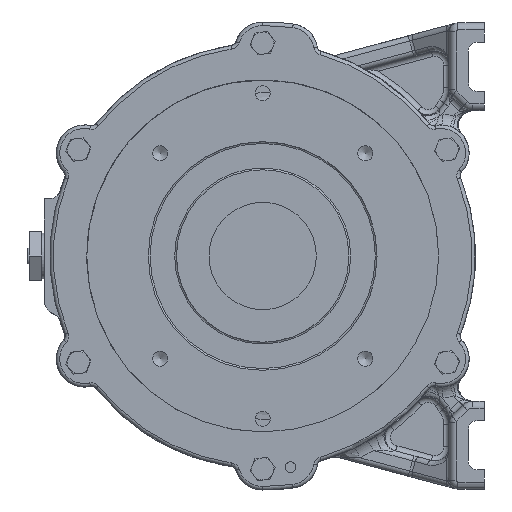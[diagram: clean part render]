
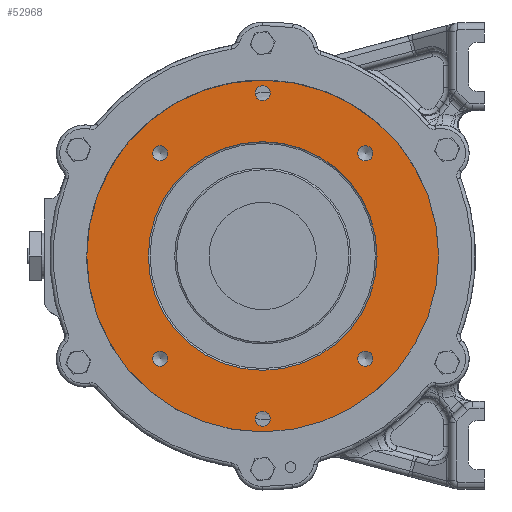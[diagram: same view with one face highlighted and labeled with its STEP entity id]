
A CAD part, left-side view. The second image highlights one B-rep face of the part: STEP entity #52968.
In plain terms, the highlighted planar face has unit normal (-1, 0, 0).
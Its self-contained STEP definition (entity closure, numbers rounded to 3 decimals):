
#471 = AXIS2_PLACEMENT_3D ( 'NONE', #17715, #52185, #30318 ) ;
#922 = FACE_BOUND ( 'NONE', #25748, .T. ) ;
#1000 = DIRECTION ( 'NONE',  ( 1., 0., 0. ) ) ;
#1458 = FACE_BOUND ( 'NONE', #45990, .T. ) ;
#1720 = DIRECTION ( 'NONE',  ( 0., -1., 0. ) ) ;
#2487 = EDGE_CURVE ( 'NONE', #53621, #53621, #53602, .T. ) ;
#2678 = CARTESIAN_POINT ( 'NONE',  ( -110., -65., 0. ) ) ;
#5097 = CIRCLE ( 'NONE', #27458, 4.25 ) ;
#5536 = CIRCLE ( 'NONE', #28843, 100. ) ;
#5682 = FACE_BOUND ( 'NONE', #6776, .T. ) ;
#6324 = CARTESIAN_POINT ( 'NONE',  ( -110., -58.336, 58.336 ) ) ;
#6776 = EDGE_LOOP ( 'NONE', ( #54363 ) ) ;
#9839 = ORIENTED_EDGE ( 'NONE', *, *, #53326, .T. ) ;
#11514 = CIRCLE ( 'NONE', #42857, 4.25 ) ;
#14309 = CARTESIAN_POINT ( 'NONE',  ( -110., -100., 0. ) ) ;
#14392 = EDGE_LOOP ( 'NONE', ( #28375 ) ) ;
#15097 = EDGE_CURVE ( 'NONE', #37897, #37897, #53229, .T. ) ;
#15202 = CARTESIAN_POINT ( 'NONE',  ( -110., 0., 0. ) ) ;
#15418 = VERTEX_POINT ( 'NONE', #23549 ) ;
#17199 = ORIENTED_EDGE ( 'NONE', *, *, #29795, .T. ) ;
#17715 = CARTESIAN_POINT ( 'NONE',  ( -110., 0., -92.5 ) ) ;
#17871 = VERTEX_POINT ( 'NONE', #52901 ) ;
#17969 = VERTEX_POINT ( 'NONE', #14309 ) ;
#18322 = FACE_OUTER_BOUND ( 'NONE', #53074, .T. ) ;
#18904 = ORIENTED_EDGE ( 'NONE', *, *, #22743, .F. ) ;
#20166 = EDGE_LOOP ( 'NONE', ( #30054 ) ) ;
#22344 = CARTESIAN_POINT ( 'NONE',  ( -110., 58.336, -58.336 ) ) ;
#22689 = CARTESIAN_POINT ( 'NONE',  ( -110., 0., 0. ) ) ;
#22743 = EDGE_CURVE ( 'NONE', #17969, #17969, #5536, .T. ) ;
#23057 = EDGE_LOOP ( 'NONE', ( #9839 ) ) ;
#23549 = CARTESIAN_POINT ( 'NONE',  ( -110., -62.586, -58.336 ) ) ;
#23615 = CARTESIAN_POINT ( 'NONE',  ( -110., 4.25, 92.5 ) ) ;
#25128 = EDGE_CURVE ( 'NONE', #51612, #51612, #25254, .T. ) ;
#25254 = CIRCLE ( 'NONE', #52100, 4.25 ) ;
#25748 = EDGE_LOOP ( 'NONE', ( #17199 ) ) ;
#26266 = DIRECTION ( 'NONE',  ( 0., -1., 0. ) ) ;
#26438 = FACE_BOUND ( 'NONE', #20166, .T. ) ;
#26714 = PLANE ( 'NONE',  #45371 ) ;
#26720 = DIRECTION ( 'NONE',  ( 1., 0., 0. ) ) ;
#26996 = CARTESIAN_POINT ( 'NONE',  ( -110., 0., 92.5 ) ) ;
#27344 = CIRCLE ( 'NONE', #36308, 65. ) ;
#27458 = AXIS2_PLACEMENT_3D ( 'NONE', #22344, #30488, #26266 ) ;
#27591 = DIRECTION ( 'NONE',  ( 0., -1., 0. ) ) ;
#28375 = ORIENTED_EDGE ( 'NONE', *, *, #51005, .T. ) ;
#28529 = AXIS2_PLACEMENT_3D ( 'NONE', #26996, #26720, #30668 ) ;
#28803 = CARTESIAN_POINT ( 'NONE',  ( -110., -58.336, -58.336 ) ) ;
#28843 = AXIS2_PLACEMENT_3D ( 'NONE', #22689, #52412, #30824 ) ;
#29064 = AXIS2_PLACEMENT_3D ( 'NONE', #6324, #1000, #35489 ) ;
#29494 = ORIENTED_EDGE ( 'NONE', *, *, #15097, .T. ) ;
#29795 = EDGE_CURVE ( 'NONE', #15418, #15418, #11514, .T. ) ;
#30054 = ORIENTED_EDGE ( 'NONE', *, *, #43398, .T. ) ;
#30318 = DIRECTION ( 'NONE',  ( 0., 1., 0. ) ) ;
#30488 = DIRECTION ( 'NONE',  ( 1., 0., 0. ) ) ;
#30668 = DIRECTION ( 'NONE',  ( 0., 1., 0. ) ) ;
#30824 = DIRECTION ( 'NONE',  ( 0., -1., 0. ) ) ;
#30930 = FACE_BOUND ( 'NONE', #39025, .T. ) ;
#31113 = CARTESIAN_POINT ( 'NONE',  ( -110., 54.086, 58.336 ) ) ;
#31483 = FACE_BOUND ( 'NONE', #14392, .T. ) ;
#32289 = DIRECTION ( 'NONE',  ( 1., 0., 0. ) ) ;
#35408 = DIRECTION ( 'NONE',  ( 0., -1., 0. ) ) ;
#35489 = DIRECTION ( 'NONE',  ( 0., -1., 0. ) ) ;
#36308 = AXIS2_PLACEMENT_3D ( 'NONE', #15202, #32289, #1720 ) ;
#37897 = VERTEX_POINT ( 'NONE', #42926 ) ;
#39025 = EDGE_LOOP ( 'NONE', ( #45613 ) ) ;
#42857 = AXIS2_PLACEMENT_3D ( 'NONE', #28803, #45638, #50139 ) ;
#42926 = CARTESIAN_POINT ( 'NONE',  ( -110., -62.586, 58.336 ) ) ;
#43398 = EDGE_CURVE ( 'NONE', #17871, #17871, #5097, .T. ) ;
#45371 = AXIS2_PLACEMENT_3D ( 'NONE', #48595, #48859, #35408 ) ;
#45589 = VERTEX_POINT ( 'NONE', #2678 ) ;
#45613 = ORIENTED_EDGE ( 'NONE', *, *, #25128, .T. ) ;
#45638 = DIRECTION ( 'NONE',  ( 1., 0., 0. ) ) ;
#45990 = EDGE_LOOP ( 'NONE', ( #29494 ) ) ;
#47777 = FACE_BOUND ( 'NONE', #23057, .T. ) ;
#48595 = CARTESIAN_POINT ( 'NONE',  ( -110., -100., 0. ) ) ;
#48859 = DIRECTION ( 'NONE',  ( -1., 0., 0. ) ) ;
#50084 = CARTESIAN_POINT ( 'NONE',  ( -110., 4.25, -92.5 ) ) ;
#50139 = DIRECTION ( 'NONE',  ( 0., -1., 0. ) ) ;
#50366 = VERTEX_POINT ( 'NONE', #50084 ) ;
#50679 = CIRCLE ( 'NONE', #471, 4.25 ) ;
#51005 = EDGE_CURVE ( 'NONE', #45589, #45589, #27344, .T. ) ;
#51612 = VERTEX_POINT ( 'NONE', #31113 ) ;
#52100 = AXIS2_PLACEMENT_3D ( 'NONE', #53135, #54254, #27591 ) ;
#52185 = DIRECTION ( 'NONE',  ( 1., 0., 0. ) ) ;
#52412 = DIRECTION ( 'NONE',  ( 1., 0., 0. ) ) ;
#52901 = CARTESIAN_POINT ( 'NONE',  ( -110., 54.086, -58.336 ) ) ;
#52968 = ADVANCED_FACE ( 'NONE', ( #47777, #5682, #922, #1458, #30930, #26438, #31483, #18322 ), #26714, .T. ) ;
#53074 = EDGE_LOOP ( 'NONE', ( #18904 ) ) ;
#53135 = CARTESIAN_POINT ( 'NONE',  ( -110., 58.336, 58.336 ) ) ;
#53229 = CIRCLE ( 'NONE', #29064, 4.25 ) ;
#53326 = EDGE_CURVE ( 'NONE', #50366, #50366, #50679, .T. ) ;
#53602 = CIRCLE ( 'NONE', #28529, 4.25 ) ;
#53621 = VERTEX_POINT ( 'NONE', #23615 ) ;
#54254 = DIRECTION ( 'NONE',  ( 1., 0., 0. ) ) ;
#54363 = ORIENTED_EDGE ( 'NONE', *, *, #2487, .T. ) ;
